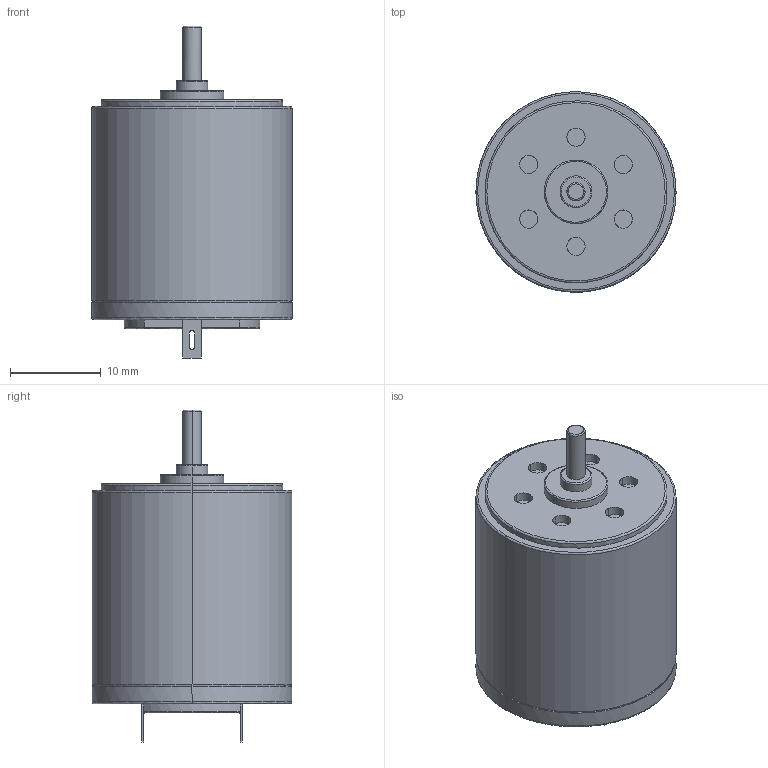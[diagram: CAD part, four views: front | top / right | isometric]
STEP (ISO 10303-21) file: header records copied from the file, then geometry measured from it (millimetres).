
FILE_DESCRIPTION(/* description */ (''),/* implementation_level */ '2;1');
FILE_NAME(/* name */ '2224_SR',/* time_stamp */ '2013-10-03T16:39:27+02:00',/* author */ (''),/* organization */ (''),/* preprocessor_version */ 'ST-DEVELOPER v10',/* originating_system */ '',/* authorisation */ '');
FILE_SCHEMA (('CONFIG_CONTROL_DESIGN'));
Length unit declared in the file: millimetre
Products named in the file (1): 1
Bounding box: 22 x 21.98 x 36.5 mm (x, y, z)
Volume: 9361.9 mm3; surface area: 2594.1 mm2
Topology: 1 solids, 1 shells, 83 faces, 190 edges, 118 vertices
Faces by surface type: bspline 83
Entity records: 2760 total; most frequent: CARTESIAN_POINT 1585, ORIENTED_EDGE 380, EDGE_CURVE 190, VERTEX_POINT 118, EDGE_LOOP 96, B_SPLINE_CURVE_WITH_KNOTS 92, ADVANCED_FACE 83, FACE_OUTER_BOUND 83
